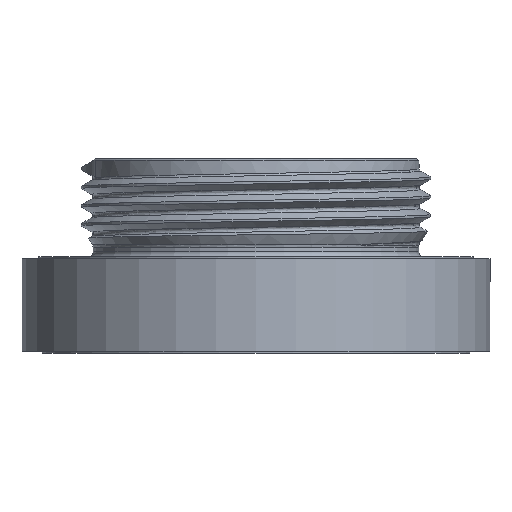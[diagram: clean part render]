
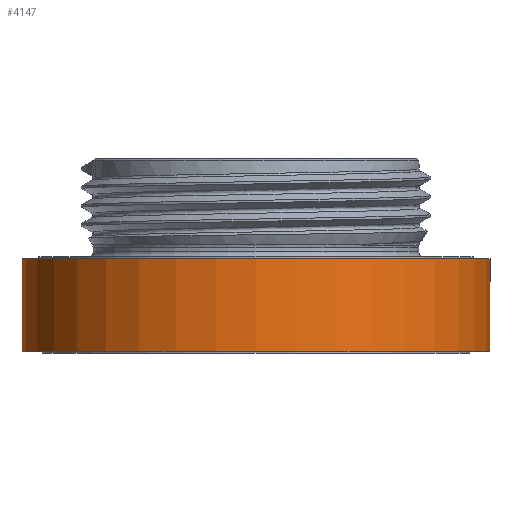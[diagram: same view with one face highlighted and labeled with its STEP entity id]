
A CAD part, left-side view. The second image highlights one B-rep face of the part: STEP entity #4147.
In plain terms, the highlighted cylindrical face has radius 18.75 mm (diameter 37.5 mm), a partial arc.
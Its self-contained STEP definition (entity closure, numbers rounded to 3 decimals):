
#100=LINE('',#5878,#172);
#101=LINE('',#5879,#173);
#172=VECTOR('',#4926,1000.);
#173=VECTOR('',#4927,1000.);
#580=ORIENTED_EDGE('',*,*,#1264,.F.);
#581=ORIENTED_EDGE('',*,*,#1288,.F.);
#582=ORIENTED_EDGE('',*,*,#1272,.T.);
#583=ORIENTED_EDGE('',*,*,#1289,.T.);
#1264=EDGE_CURVE('',#1638,#1639,#1910,.T.);
#1272=EDGE_CURVE('',#1646,#1647,#1916,.T.);
#1288=EDGE_CURVE('',#1646,#1638,#100,.T.);
#1289=EDGE_CURVE('',#1647,#1639,#101,.T.);
#1638=VERTEX_POINT('',#5833);
#1639=VERTEX_POINT('',#5834);
#1646=VERTEX_POINT('',#5850);
#1647=VERTEX_POINT('',#5851);
#1910=CIRCLE('',#4380,18.75);
#1916=CIRCLE('',#4387,18.75);
#2155=EDGE_LOOP('',(#580,#581,#582,#583));
#2460=FACE_BOUND('',#2155,.T.);
#2710=CYLINDRICAL_SURFACE('',#4397,18.75);
#4147=ADVANCED_FACE('',(#2460),#2710,.T.);
#4380=AXIS2_PLACEMENT_3D('',#5832,#4878,#4879);
#4387=AXIS2_PLACEMENT_3D('',#5849,#4894,#4895);
#4397=AXIS2_PLACEMENT_3D('',#5877,#4924,#4925);
#4878=DIRECTION('',(0.,0.,1.));
#4879=DIRECTION('',(1.,0.,0.));
#4894=DIRECTION('',(0.,0.,1.));
#4895=DIRECTION('',(1.,0.,0.));
#4924=DIRECTION('',(0.,0.,1.));
#4925=DIRECTION('',(0.,1.,0.));
#4926=DIRECTION('',(0.,0.,1.));
#4927=DIRECTION('',(0.,0.,1.));
#5832=CARTESIAN_POINT('',(0.,0.,7.4));
#5833=CARTESIAN_POINT('',(16.135,9.55,7.4));
#5834=CARTESIAN_POINT('',(16.135,-9.55,7.4));
#5849=CARTESIAN_POINT('',(0.,0.,0.02));
#5850=CARTESIAN_POINT('',(16.135,9.55,0.02));
#5851=CARTESIAN_POINT('',(16.135,-9.55,0.02));
#5877=CARTESIAN_POINT('',(0.,0.,0.02));
#5878=CARTESIAN_POINT('',(16.135,9.55,0.02));
#5879=CARTESIAN_POINT('',(16.135,-9.55,0.02));
